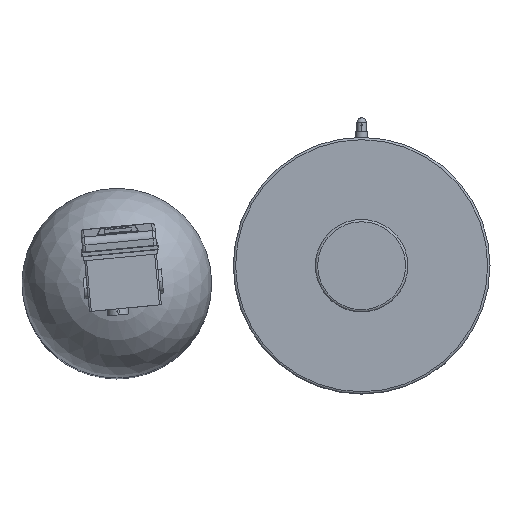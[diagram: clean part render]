
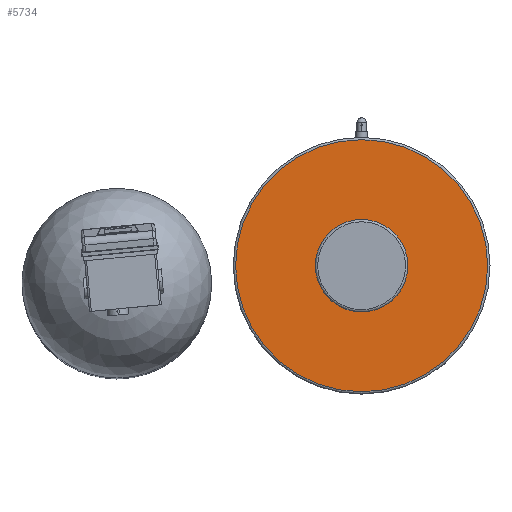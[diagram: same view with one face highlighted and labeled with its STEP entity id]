
A CAD part, top view. The second image highlights one B-rep face of the part: STEP entity #5734.
In plain terms, the highlighted planar face has unit normal (0, 0, 1).
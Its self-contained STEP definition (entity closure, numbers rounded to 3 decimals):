
#5734=ADVANCED_FACE('',(#10262,#10264),#10266,.T.);
#10262=FACE_BOUND('',#10263,.T.);
#10263=EDGE_LOOP('',(#13623));
#10264=FACE_BOUND('',#10265,.T.);
#10265=EDGE_LOOP('',(#13624));
#10266=PLANE('',#10267);
#10267=AXIS2_PLACEMENT_3D('',#10268,#10269,#10270);
#10268=CARTESIAN_POINT('',(0.,0.,1175.));
#10269=DIRECTION('',(0.,0.,1.));
#10270=DIRECTION('',(1.,0.,0.));
#13623=ORIENTED_EDGE('',*,*,#15293,.T.);
#13624=ORIENTED_EDGE('',*,*,#15294,.F.);
#15293=EDGE_CURVE('',#18071,#18071,#18072,.T.);
#15294=EDGE_CURVE('',#18073,#18073,#18074,.T.);
#18071=VERTEX_POINT('',#36142);
#18072=CIRCLE('',#36143,272.5);
#18073=VERTEX_POINT('',#36147);
#18074=CIRCLE('',#36148,100.);
#36142=CARTESIAN_POINT('',(272.5,0.,1175.));
#36143=AXIS2_PLACEMENT_3D('',#36144,#36145,#36146);
#36144=CARTESIAN_POINT('',(0.,0.,1175.));
#36145=DIRECTION('',(0.,0.,1.));
#36146=DIRECTION('',(1.,0.,0.));
#36147=CARTESIAN_POINT('',(100.,0.,1175.));
#36148=AXIS2_PLACEMENT_3D('',#36149,#36150,#36151);
#36149=CARTESIAN_POINT('',(0.,0.,1175.));
#36150=DIRECTION('',(0.,0.,1.));
#36151=DIRECTION('',(1.,0.,0.));
